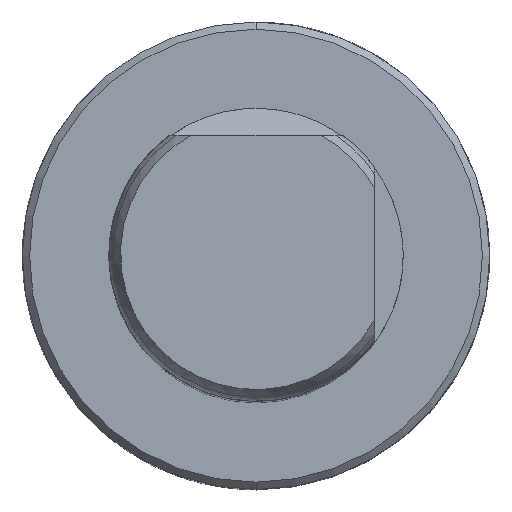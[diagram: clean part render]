
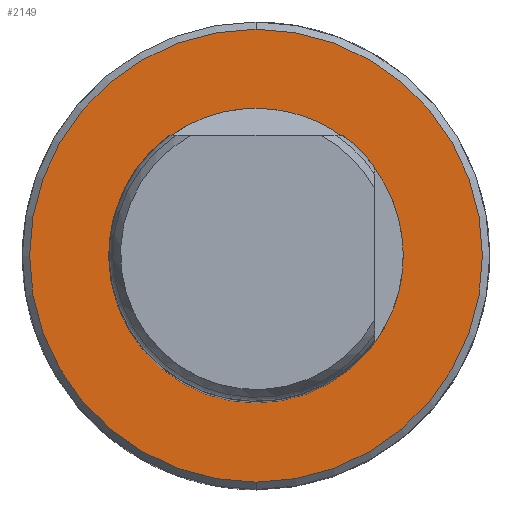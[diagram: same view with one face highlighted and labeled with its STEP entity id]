
A CAD part, top view. The second image highlights one B-rep face of the part: STEP entity #2149.
In plain terms, the highlighted planar face has unit normal (0, 0, 1).
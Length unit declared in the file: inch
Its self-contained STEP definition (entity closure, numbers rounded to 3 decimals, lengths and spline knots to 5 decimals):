
#977=CARTESIAN_POINT('',(0.,0.,0.));
#978=DIRECTION('',(0.,0.,1.));
#979=DIRECTION('',(0.,1.,0.));
#980=AXIS2_PLACEMENT_3D('',#977,#978,#979);
#985=CARTESIAN_POINT('',(0.,0.,0.));
#986=DIRECTION('',(0.,0.,1.));
#987=DIRECTION('',(0.,-1.,0.));
#988=AXIS2_PLACEMENT_3D('',#985,#986,#987);
#1015=CARTESIAN_POINT('',(0.,0.,0.));
#1016=DIRECTION('',(0.,0.,1.));
#1017=DIRECTION('',(0.,1.,0.));
#1018=AXIS2_PLACEMENT_3D('',#1015,#1016,#1017);
#1059=CARTESIAN_POINT('',(0.,0.,0.));
#1060=DIRECTION('',(0.,0.,-1.));
#1061=DIRECTION('',(0.,1.,0.));
#1062=AXIS2_PLACEMENT_3D('',#1059,#1060,#1061);
#1677=CARTESIAN_POINT('',(0.,0.31491,0.));
#1678=CARTESIAN_POINT('',(0.,-0.31491,0.));
#1679=VERTEX_POINT('',#1677);
#1680=VERTEX_POINT('',#1678);
#1681=CARTESIAN_POINT('',(0.,0.48438,0.));
#1682=CARTESIAN_POINT('',(0.,-0.48438,0.));
#1683=VERTEX_POINT('',#1681);
#1684=VERTEX_POINT('',#1682);
#2133=CARTESIAN_POINT('',(0.,0.,0.));
#2134=DIRECTION('',(0.,0.,-1.));
#2135=DIRECTION('',(0.,-1.,0.));
#2136=AXIS2_PLACEMENT_3D('',#2133,#2134,#2135);
#2137=PLANE('',#2136);
#2139=ORIENTED_EDGE('',*,*,#2138,.F.);
#2140=ORIENTED_EDGE('',*,*,#2123,.F.);
#2141=EDGE_LOOP('',(#2139,#2140));
#2142=FACE_OUTER_BOUND('',#2141,.F.);
#2144=ORIENTED_EDGE('',*,*,#2143,.T.);
#2146=ORIENTED_EDGE('',*,*,#2145,.F.);
#2147=EDGE_LOOP('',(#2144,#2146));
#2148=FACE_BOUND('',#2147,.F.);
#981=CIRCLE('',#980,0.48438);
#989=CIRCLE('',#988,0.48438);
#1019=CIRCLE('',#1018,0.31491);
#1063=CIRCLE('',#1062,0.31491);
#2123=EDGE_CURVE('',#1684,#1683,#989,.T.);
#2138=EDGE_CURVE('',#1683,#1684,#981,.T.);
#2143=EDGE_CURVE('',#1679,#1680,#1019,.T.);
#2145=EDGE_CURVE('',#1679,#1680,#1063,.T.);
#2149=ADVANCED_FACE('',(#2142,#2148),#2137,.F.);
